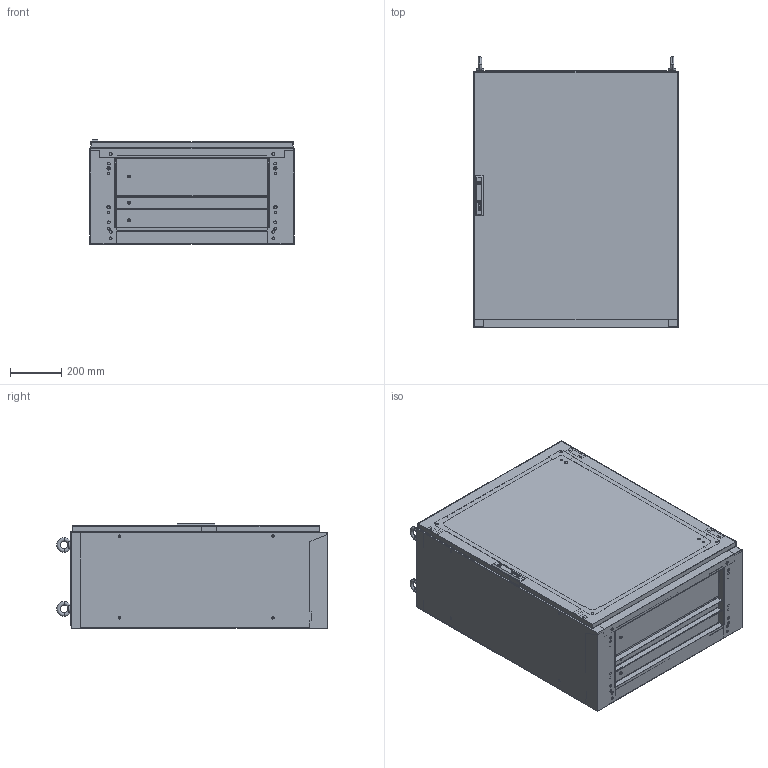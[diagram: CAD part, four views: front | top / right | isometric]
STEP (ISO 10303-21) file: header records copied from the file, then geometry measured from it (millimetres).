
FILE_DESCRIPTION (( 'STEP AP214' ), '1' );
FILE_NAME ('0390-8010-40-07.step', '2022-07-28T11:18:40', ( '' ), ( '' ), 'SwSTEP 2.0', 'SolidWorks 2019', '' );
FILE_SCHEMA (( 'AUTOMOTIVE_DESIGN' ));
Length unit declared in the file: millimetre
Products named in the file (5): Dachplatte_ss_0390-8000-40-07; TuerR_s_0395-8010-00-97; Bodenplattensatz_s_0396-8000-40-03; 0390-8010-40-07; Korpus_ss_8010-40
Assembly tree (4 placements, depth 2):
  0390-8010-40-07
    Korpus_ss_8010-40
    TuerR_s_0395-8010-00-97
    Dachplatte_ss_0390-8000-40-07
    Bodenplattensatz_s_0396-8000-40-03
Bounding box: 800 x 1057.99 x 407.5 mm (x, y, z)
Volume: 7310286.8 mm3; surface area: 7758643 mm2
Topology: 35 solids, 35 shells, 3421 faces, 9059 edges, 5990 vertices
Faces by surface type: plane 1863, cylinder 1370, cone 152, torus 24, bspline 12
Entity records: 129438 total; most frequent: CARTESIAN_POINT 20331, DIRECTION 18605, ORIENTED_EDGE 18118, EDGE_CURVE 9059, AXIS2_PLACEMENT_3D 6384, VERTEX_POINT 5990, LINE 5837, VECTOR 5837
